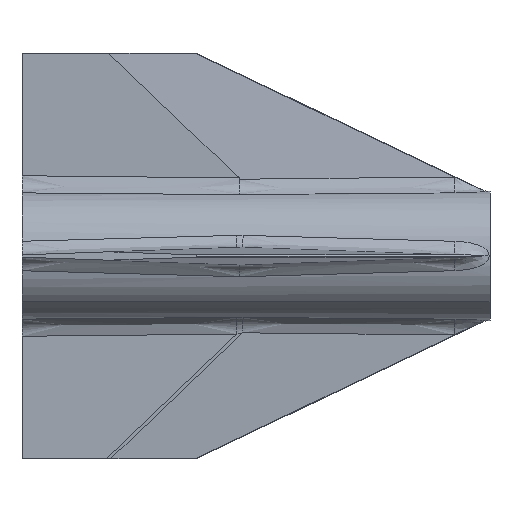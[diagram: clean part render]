
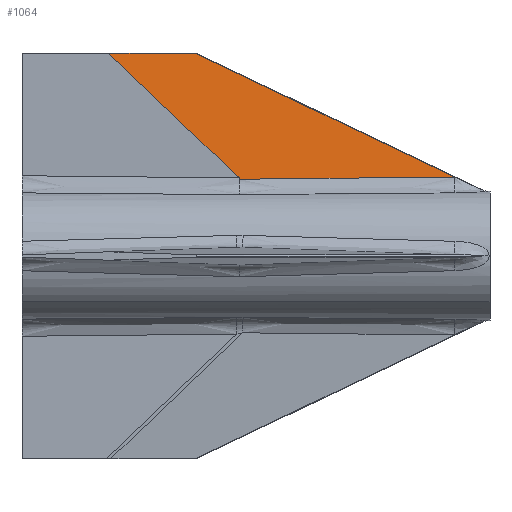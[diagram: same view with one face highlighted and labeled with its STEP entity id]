
A CAD part, left-side view. The second image highlights one B-rep face of the part: STEP entity #1064.
In plain terms, the highlighted planar face has unit normal (-0.997, -0.035, 0.073).
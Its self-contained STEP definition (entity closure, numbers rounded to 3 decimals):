
#583=CARTESIAN_POINT('Vertex',(-0.5,-187.757,34.202)) ;
#704=CARTESIAN_POINT('Control Point',(-3.814,-94.816,33.259)) ;
#705=CARTESIAN_POINT('Control Point',(-3.149,-113.399,33.484)) ;
#706=CARTESIAN_POINT('Control Point',(-2.485,-131.984,33.689)) ;
#707=CARTESIAN_POINT('Control Point',(-1.822,-150.572,33.877)) ;
#708=CARTESIAN_POINT('Control Point',(-1.16,-169.164,34.048)) ;
#709=CARTESIAN_POINT('Control Point',(-0.5,-187.757,34.202)) ;
#710=CARTESIAN_POINT('Vertex',(-3.814,-94.816,33.259)) ;
#1006=CARTESIAN_POINT('Vertex',(-0.5,-75.717,87.757)) ;
#1010=CARTESIAN_POINT('Control Point',(-0.5,-75.717,87.757)) ;
#1011=CARTESIAN_POINT('Control Point',(-0.5,-98.125,77.046)) ;
#1012=CARTESIAN_POINT('Control Point',(-0.5,-120.533,66.335)) ;
#1013=CARTESIAN_POINT('Control Point',(-0.5,-142.941,55.624)) ;
#1014=CARTESIAN_POINT('Control Point',(-0.5,-165.349,44.913)) ;
#1015=CARTESIAN_POINT('Control Point',(-0.5,-187.757,34.202)) ;
#1024=CARTESIAN_POINT('Axis2P3D Location',(-1.711,-104.534,57.404)) ;
#1029=CARTESIAN_POINT('Line Origine',(-1.157,-56.909,87.757)) ;
#1033=CARTESIAN_POINT('Vertex',(-1.813,-38.1,87.757)) ;
#1036=CARTESIAN_POINT('Line Origine',(-2.798,-66.311,60.787)) ;
#1040=CARTESIAN_POINT('Vertex',(-3.784,-94.522,33.818)) ;
#1044=CARTESIAN_POINT('Control Point',(-3.784,-94.522,33.818)) ;
#1045=CARTESIAN_POINT('Control Point',(-3.785,-94.574,33.768)) ;
#1046=CARTESIAN_POINT('Control Point',(-3.788,-94.623,33.715)) ;
#1047=CARTESIAN_POINT('Control Point',(-3.79,-94.67,33.658)) ;
#1048=CARTESIAN_POINT('Control Point',(-3.795,-94.738,33.559)) ;
#1049=CARTESIAN_POINT('Control Point',(-3.802,-94.787,33.442)) ;
#1050=CARTESIAN_POINT('Control Point',(-3.805,-94.802,33.395)) ;
#1051=CARTESIAN_POINT('Control Point',(-3.808,-94.813,33.34)) ;
#1052=CARTESIAN_POINT('Control Point',(-3.812,-94.816,33.284)) ;
#1053=CARTESIAN_POINT('Control Point',(-3.813,-94.816,33.275)) ;
#1054=CARTESIAN_POINT('Control Point',(-3.814,-94.816,33.267)) ;
#1055=CARTESIAN_POINT('Control Point',(-3.814,-94.816,33.259)) ;
#1031=VECTOR('Line Direction',#1030,1.) ;
#1038=VECTOR('Line Direction',#1037,1.) ;
#1025=DIRECTION('Axis2P3D Direction',(-0.997,-0.035,0.073)) ;
#1026=DIRECTION('Axis2P3D XDirection',(-0.025,-0.723,-0.691)) ;
#1030=DIRECTION('Vector Direction',(-0.035,0.999,0.)) ;
#1037=DIRECTION('Vector Direction',(-0.025,-0.723,-0.691)) ;
#1027=AXIS2_PLACEMENT_3D('Plane Axis2P3D',#1024,#1025,#1026) ;
#1032=LINE('Line',#1029,#1031) ;
#1039=LINE('Line',#1036,#1038) ;
#1028=PLANE('',#1027) ;
#712=EDGE_CURVE('',#584,#711,#703,.F.) ;
#1016=EDGE_CURVE('',#1007,#584,#1009,.T.) ;
#1035=EDGE_CURVE('',#1034,#1007,#1032,.F.) ;
#1042=EDGE_CURVE('',#1034,#1041,#1039,.T.) ;
#1056=EDGE_CURVE('',#1041,#711,#1043,.T.) ;
#1058=ORIENTED_EDGE('',*,*,#1016,.F.) ;
#1059=ORIENTED_EDGE('',*,*,#1035,.F.) ;
#1060=ORIENTED_EDGE('',*,*,#1042,.T.) ;
#1061=ORIENTED_EDGE('',*,*,#1056,.T.) ;
#1062=ORIENTED_EDGE('',*,*,#712,.F.) ;
#1057=EDGE_LOOP('',(#1058,#1059,#1060,#1061,#1062)) ;
#584=VERTEX_POINT('',#583) ;
#711=VERTEX_POINT('',#710) ;
#1007=VERTEX_POINT('',#1006) ;
#1034=VERTEX_POINT('',#1033) ;
#1041=VERTEX_POINT('',#1040) ;
#1064=ADVANCED_FACE('38mm sustainer can',(#1063),#1028,.T.) ;
#703=B_SPLINE_CURVE_WITH_KNOTS('',5,(#704,#705,#706,#707,#708,#709),.UNSPECIFIED.,.F.,.U.,(6,6),(213.702,345.253),.UNSPECIFIED.) ;
#1009=B_SPLINE_CURVE_WITH_KNOTS('',5,(#1010,#1011,#1012,#1013,#1014,#1015),.UNSPECIFIED.,.F.,.U.,(6,6),(0.,93.257),.UNSPECIFIED.) ;
#1043=B_SPLINE_CURVE_WITH_KNOTS('',5,(#1044,#1045,#1046,#1047,#1048,#1049,#1050,#1051,#1052,#1053,#1054,#1055),.UNSPECIFIED.,.F.,.U.,(6,3,3,6),(0.,0.549,0.86,0.912),.UNSPECIFIED.) ;
#1063=FACE_OUTER_BOUND('',#1057,.T.) ;
